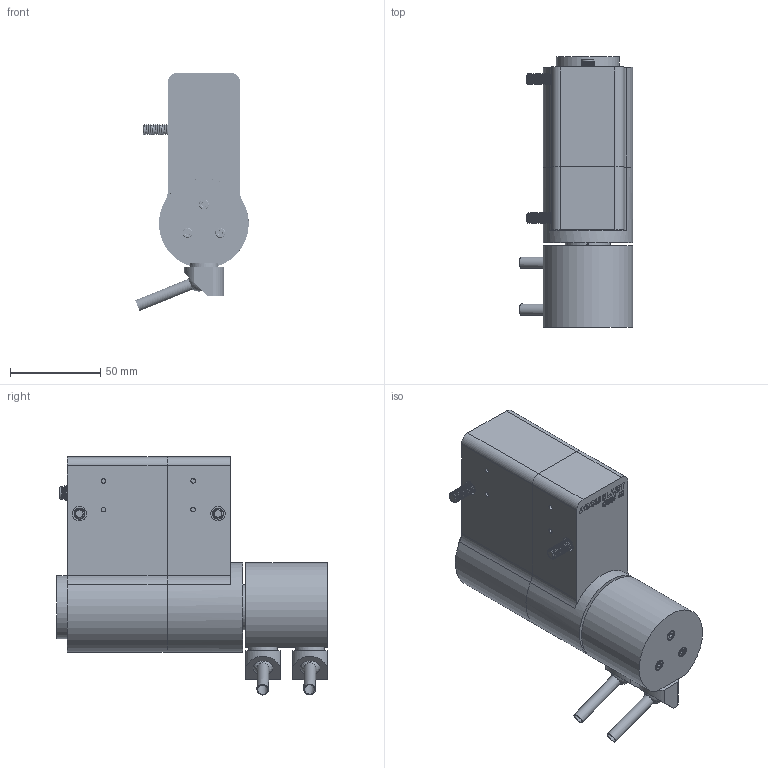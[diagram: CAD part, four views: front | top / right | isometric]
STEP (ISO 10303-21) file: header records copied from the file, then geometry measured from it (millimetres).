
FILE_DESCRIPTION(/* description */ (''),/* implementation_level */ '2;1');
FILE_NAME(/* name */ 'DERIVE- Accublast v7.step',/* time_stamp */ '2022-12-20T11:42:45-08:00',/* author */ (''),/* organization */ (''),/* preprocessor_version */ 'ST-DEVELOPER v19.2',/* originating_system */ 'Autodesk Translation Framework v11.17.0.187',/* authorisation */ '');
FILE_SCHEMA (('AUTOMOTIVE_DESIGN { 1 0 10303 214 3 1 1 }'));
Products named in the file (18): DERIVE- Mazak OEM Accublast; Machined case A; Machined case B; c-t4040034041-000-a-3d; SOLID; 92855A637; 92855A637 (1); Machined shaft 250 PSI; Machined turret; TJ00162 v1; Turret; Tube; TJ00162 v1 (1); Turret (1); Tube (1); 91292A026; 91292A026 (1); 91292A026 (2)
Assembly tree (17 placements, depth 3):
  DERIVE- Mazak OEM Accublast
    Machined case A
    Machined case B
    c-t4040034041-000-a-3d
      SOLID
    92855A637
    92855A637 (1)
    Machined shaft 250 PSI
    Machined turret
    TJ00162 v1
      Turret
      Tube
    TJ00162 v1 (1)
      Turret (1)
      Tube (1)
    91292A026
    91292A026 (1)
    91292A026 (2)
Bounding box: 62.98 x 150.29 x 132.23 mm (x, y, z)
Volume: 485092.2 mm3; surface area: 103498.2 mm2
Topology: 14 solids, 17 shells, 1267 faces, 3592 edges, 2492 vertices
Faces by surface type: cylinder 708, plane 420, cone 78, bspline 49, sphere 8, torus 4
Full cylindrical faces by diameter (mm): 1 x8, 2.35 x105, 2.5 x12, 3 x108, 3.2 x3, 3.3 x4, 4.2 x4, 4.701 x34, 5.5 x3, 5.556 x2, 5.8 x1, 6 x39, 6.35 x2, 6.5 x1, 6.9 x1, 7.2 x4, 8 x2, 9.525 x4, 10 x2, 12 x4, 12.421 x1, 14.418 x2, 14.42 x1, 16 x1, 17.882 x2, 19.05 x3, 23.9 x1, 25 x2, 29 x1, 34.925 x1
Entity records: 92112 total; most frequent: CARTESIAN_POINT 59592, ORIENTED_EDGE 7160, DIRECTION 6034, EDGE_CURVE 3580, VERTEX_POINT 2492, AXIS2_PLACEMENT_3D 2214, LINE 1606, VECTOR 1606
